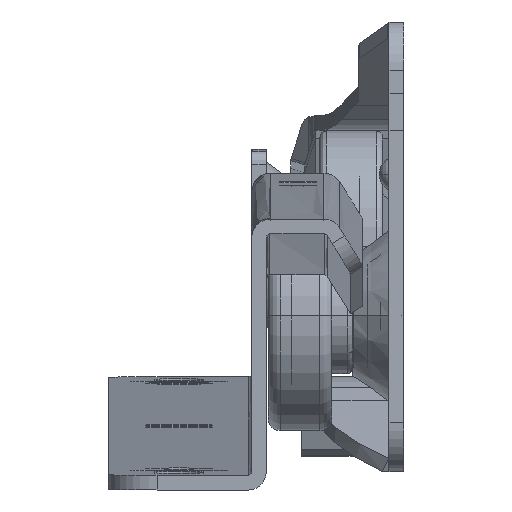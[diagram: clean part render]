
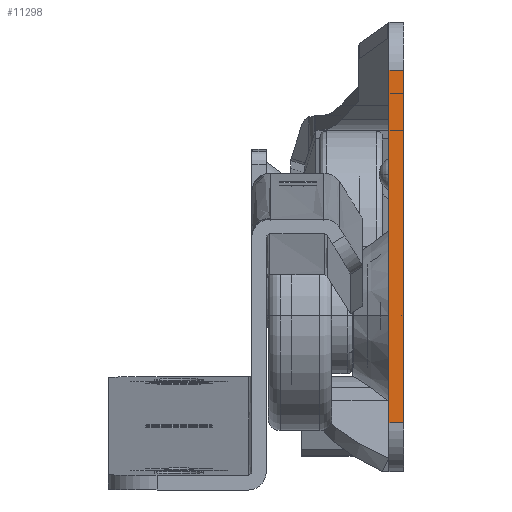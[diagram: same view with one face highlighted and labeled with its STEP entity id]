
A CAD part, top view. The second image highlights one B-rep face of the part: STEP entity #11298.
In plain terms, the highlighted planar face has unit normal (0, 0, 1).
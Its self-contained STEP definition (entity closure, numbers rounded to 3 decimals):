
#36 = CARTESIAN_POINT ( 'NONE',  ( 0., 15., 0. ) ) ;
#58 = EDGE_CURVE ( 'NONE', #3682, #7951, #389, .T. ) ;
#107 = DIRECTION ( 'NONE',  ( 1., 0., 0. ) ) ;
#241 = LINE ( 'NONE', #13648, #6566 ) ;
#389 = LINE ( 'NONE', #7972, #3272 ) ;
#504 = AXIS2_PLACEMENT_3D ( 'NONE', #4333, #6371, #822 ) ;
#822 = DIRECTION ( 'NONE',  ( 1., 0., 0. ) ) ;
#1929 = FACE_OUTER_BOUND ( 'NONE', #11154, .T. ) ;
#2092 = CARTESIAN_POINT ( 'NONE',  ( -1.2, 15., 0. ) ) ;
#3044 = ORIENTED_EDGE ( 'NONE', *, *, #14087, .T. ) ;
#3169 = VERTEX_POINT ( 'NONE', #12557 ) ;
#3272 = VECTOR ( 'NONE', #13655, 1000. ) ;
#3682 = VERTEX_POINT ( 'NONE', #36 ) ;
#4333 = CARTESIAN_POINT ( 'NONE',  ( -1.2, -18., 0. ) ) ;
#5523 = EDGE_CURVE ( 'NONE', #13482, #3169, #6296, .T. ) ;
#6296 = LINE ( 'NONE', #10652, #8291 ) ;
#6371 = DIRECTION ( 'NONE',  ( 0., 0., 1. ) ) ;
#6566 = VECTOR ( 'NONE', #107, 1000. ) ;
#7651 = ORIENTED_EDGE ( 'NONE', *, *, #5523, .T. ) ;
#7752 = PLANE ( 'NONE',  #504 ) ;
#7951 = VERTEX_POINT ( 'NONE', #9009 ) ;
#7972 = CARTESIAN_POINT ( 'NONE',  ( 0., -18., 0. ) ) ;
#8291 = VECTOR ( 'NONE', #11960, 1000. ) ;
#9009 = CARTESIAN_POINT ( 'NONE',  ( 0., -14., 0. ) ) ;
#9052 = ORIENTED_EDGE ( 'NONE', *, *, #58, .F. ) ;
#9895 = DIRECTION ( 'NONE',  ( -1., 0., 0. ) ) ;
#10652 = CARTESIAN_POINT ( 'NONE',  ( -1.2, -18., 0. ) ) ;
#11154 = EDGE_LOOP ( 'NONE', ( #7651, #13927, #9052, #3044 ) ) ;
#11298 = ADVANCED_FACE ( 'NONE', ( #1929 ), #7752, .T. ) ;
#11389 = EDGE_CURVE ( 'NONE', #3169, #7951, #241, .T. ) ;
#11793 = VECTOR ( 'NONE', #9895, 1000. ) ;
#11960 = DIRECTION ( 'NONE',  ( 0., -1., 0. ) ) ;
#12059 = LINE ( 'NONE', #2092, #11793 ) ;
#12557 = CARTESIAN_POINT ( 'NONE',  ( -1.2, -14., 0. ) ) ;
#13482 = VERTEX_POINT ( 'NONE', #13575 ) ;
#13575 = CARTESIAN_POINT ( 'NONE',  ( -1.2, 15., 0. ) ) ;
#13648 = CARTESIAN_POINT ( 'NONE',  ( -1.2, -14., 0. ) ) ;
#13655 = DIRECTION ( 'NONE',  ( 0., -1., 0. ) ) ;
#13927 = ORIENTED_EDGE ( 'NONE', *, *, #11389, .T. ) ;
#14087 = EDGE_CURVE ( 'NONE', #3682, #13482, #12059, .T. ) ;
